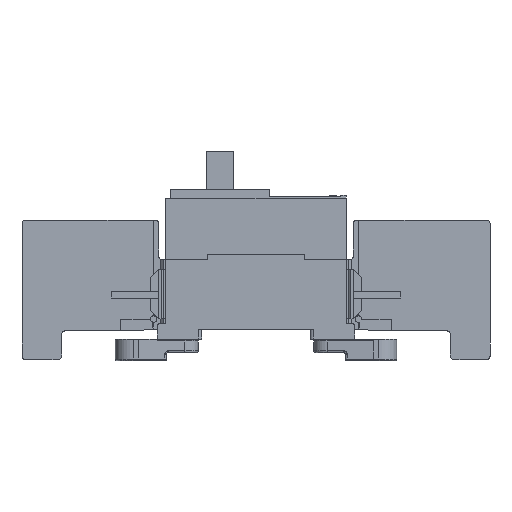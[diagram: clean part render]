
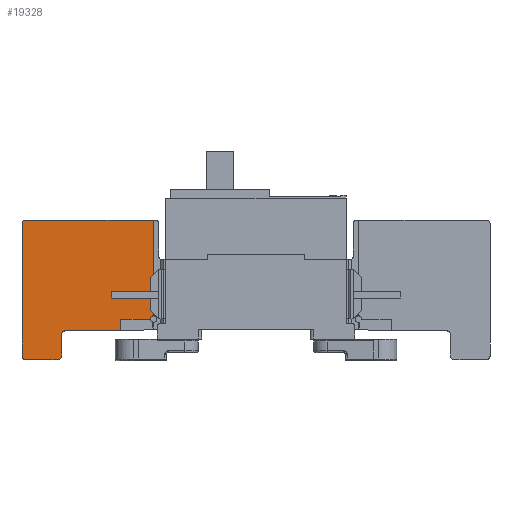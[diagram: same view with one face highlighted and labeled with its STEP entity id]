
A CAD part, left-side view. The second image highlights one B-rep face of the part: STEP entity #19328.
In plain terms, the highlighted planar face has unit normal (-1, 0, 0).
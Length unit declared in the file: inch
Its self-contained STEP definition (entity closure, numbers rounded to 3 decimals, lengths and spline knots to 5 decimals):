
#8 = LINE ( 'NONE', #12081, #24439 ) ;
#31 = VECTOR ( 'NONE', #23643, 39.37008 ) ;
#775 = AXIS2_PLACEMENT_3D ( 'NONE', #26061, #19095, #4978 ) ;
#807 = DIRECTION ( 'NONE',  ( 0., 0., -1. ) ) ;
#1361 = CARTESIAN_POINT ( 'NONE',  ( 2.2126, 2.44882, 0. ) ) ;
#1549 = ORIENTED_EDGE ( 'NONE', *, *, #19745, .F. ) ;
#1782 = DIRECTION ( 'NONE',  ( -1., 0., 0. ) ) ;
#2523 = PLANE ( 'NONE',  #775 ) ;
#3294 = EDGE_CURVE ( 'NONE', #17365, #27751, #3481, .T. ) ;
#3481 = LINE ( 'NONE', #11316, #27804 ) ;
#3825 = DIRECTION ( 'NONE',  ( 1., 0., 0. ) ) ;
#4064 = LINE ( 'NONE', #27685, #28341 ) ;
#4103 = CARTESIAN_POINT ( 'NONE',  ( 2.2126, 2.37008, 0.02559 ) ) ;
#4185 = DIRECTION ( 'NONE',  ( 0., -1., 0. ) ) ;
#4448 = AXIS2_PLACEMENT_3D ( 'NONE', #8710, #25066, #11074 ) ;
#4498 = ORIENTED_EDGE ( 'NONE', *, *, #18777, .F. ) ;
#4890 = DIRECTION ( 'NONE',  ( 0., 1., 0. ) ) ;
#4978 = DIRECTION ( 'NONE',  ( 0., 0., -1. ) ) ;
#5135 = VERTEX_POINT ( 'NONE', #14268 ) ;
#5576 = EDGE_CURVE ( 'NONE', #24311, #23564, #8, .T. ) ;
#5875 = LINE ( 'NONE', #24986, #23858 ) ;
#6570 = EDGE_CURVE ( 'NONE', #30057, #27751, #4064, .T. ) ;
#6601 = CARTESIAN_POINT ( 'NONE',  ( 2.2126, -0.35477, 0.90354 ) ) ;
#6852 = CIRCLE ( 'NONE', #4448, 0.07874 ) ;
#7230 = ORIENTED_EDGE ( 'NONE', *, *, #13491, .F. ) ;
#7340 = CARTESIAN_POINT ( 'NONE',  ( 2.2126, 1.50394, 0.57677 ) ) ;
#8167 = CARTESIAN_POINT ( 'NONE',  ( 2.2126, 1.66142, 0.10433 ) ) ;
#8202 = EDGE_CURVE ( 'NONE', #8905, #17140, #5875, .T. ) ;
#8341 = ORIENTED_EDGE ( 'NONE', *, *, #6570, .T. ) ;
#8502 = ORIENTED_EDGE ( 'NONE', *, *, #29714, .F. ) ;
#8612 = VERTEX_POINT ( 'NONE', #19311 ) ;
#8710 = CARTESIAN_POINT ( 'NONE',  ( 2.2126, 2.37008, 0.10433 ) ) ;
#8800 = EDGE_LOOP ( 'NONE', ( #8502, #9969, #7230, #1549, #19575, #16295, #29693, #25484, #22785, #8341, #22775, #4498, #23098 ) ) ;
#8905 = VERTEX_POINT ( 'NONE', #6601 ) ;
#9578 = AXIS2_PLACEMENT_3D ( 'NONE', #7340, #23692, #9732 ) ;
#9732 = DIRECTION ( 'NONE',  ( 0., 0., -1. ) ) ;
#9969 = ORIENTED_EDGE ( 'NONE', *, *, #5576, .F. ) ;
#10071 = VERTEX_POINT ( 'NONE', #12270 ) ;
#10514 = DIRECTION ( 'NONE',  ( 0., 0., 1. ) ) ;
#10582 = VECTOR ( 'NONE', #807, 39.37008 ) ;
#10983 = DIRECTION ( 'NONE',  ( 0., 1., 0. ) ) ;
#11047 = EDGE_CURVE ( 'NONE', #30057, #8905, #18627, .T. ) ;
#11074 = DIRECTION ( 'NONE',  ( 0., 0., 1. ) ) ;
#11316 = CARTESIAN_POINT ( 'NONE',  ( 2.2126, 2.44882, 3.07283 ) ) ;
#11340 = EDGE_CURVE ( 'NONE', #17140, #17893, #17516, .T. ) ;
#11911 = AXIS2_PLACEMENT_3D ( 'NONE', #8167, #24506, #10514 ) ;
#12035 = LINE ( 'NONE', #22294, #23709 ) ;
#12081 = CARTESIAN_POINT ( 'NONE',  ( 2.2126, 0., 0.02559 ) ) ;
#12270 = CARTESIAN_POINT ( 'NONE',  ( 2.2126, 1.58268, 0.57677 ) ) ;
#12894 = EDGE_CURVE ( 'NONE', #17893, #27408, #12035, .T. ) ;
#12927 = LINE ( 'NONE', #1361, #16925 ) ;
#13490 = CARTESIAN_POINT ( 'NONE',  ( 2.2126, 2.37008, 3.07283 ) ) ;
#13491 = EDGE_CURVE ( 'NONE', #8612, #24311, #15296, .T. ) ;
#14268 = CARTESIAN_POINT ( 'NONE',  ( 2.2126, 2.44882, 2.99409 ) ) ;
#14472 = EDGE_CURVE ( 'NONE', #10071, #27408, #14512, .T. ) ;
#14512 = CIRCLE ( 'NONE', #9578, 0.07874 ) ;
#14993 = AXIS2_PLACEMENT_3D ( 'NONE', #16039, #1782, #18384 ) ;
#15103 = CARTESIAN_POINT ( 'NONE',  ( 2.2126, 0.29528, 0.90354 ) ) ;
#15296 = CIRCLE ( 'NONE', #11911, 0.07874 ) ;
#15356 = FACE_OUTER_BOUND ( 'NONE', #8800, .T. ) ;
#15876 = CARTESIAN_POINT ( 'NONE',  ( 2.2126, -0.41457, 3.07283 ) ) ;
#16039 = CARTESIAN_POINT ( 'NONE',  ( 2.2126, -0.4252, 0.91142 ) ) ;
#16295 = ORIENTED_EDGE ( 'NONE', *, *, #12894, .F. ) ;
#16443 = CARTESIAN_POINT ( 'NONE',  ( 2.2126, 1.66142, 0.02559 ) ) ;
#16925 = VECTOR ( 'NONE', #17853, 39.37008 ) ;
#17140 = VERTEX_POINT ( 'NONE', #24337 ) ;
#17365 = VERTEX_POINT ( 'NONE', #13490 ) ;
#17516 = LINE ( 'NONE', #15103, #10582 ) ;
#17853 = DIRECTION ( 'NONE',  ( 0., 0., 1. ) ) ;
#17893 = VERTEX_POINT ( 'NONE', #22474 ) ;
#18002 = CARTESIAN_POINT ( 'NONE',  ( 2.2126, 2.37008, 2.99409 ) ) ;
#18384 = DIRECTION ( 'NONE',  ( 0., 0., 1. ) ) ;
#18627 = CIRCLE ( 'NONE', #14993, 0.07087 ) ;
#18777 = EDGE_CURVE ( 'NONE', #5135, #17365, #23074, .T. ) ;
#19095 = DIRECTION ( 'NONE',  ( 1., 0., 0. ) ) ;
#19311 = CARTESIAN_POINT ( 'NONE',  ( 2.2126, 1.58268, 0.10433 ) ) ;
#19328 = ADVANCED_FACE ( 'NONE', ( #15356 ), #2523, .F. ) ;
#19575 = ORIENTED_EDGE ( 'NONE', *, *, #14472, .T. ) ;
#19745 = EDGE_CURVE ( 'NONE', #10071, #8612, #23706, .T. ) ;
#20345 = DIRECTION ( 'NONE',  ( 0., 0., 1. ) ) ;
#20692 = CARTESIAN_POINT ( 'NONE',  ( 2.2126, 1.50394, 0.65551 ) ) ;
#21296 = CARTESIAN_POINT ( 'NONE',  ( 2.2126, 1.58268, 0. ) ) ;
#22294 = CARTESIAN_POINT ( 'NONE',  ( 2.2126, -0.18307, 0.65551 ) ) ;
#22474 = CARTESIAN_POINT ( 'NONE',  ( 2.2126, 0.29528, 0.65551 ) ) ;
#22775 = ORIENTED_EDGE ( 'NONE', *, *, #3294, .F. ) ;
#22785 = ORIENTED_EDGE ( 'NONE', *, *, #11047, .F. ) ;
#23074 = CIRCLE ( 'NONE', #23330, 0.07874 ) ;
#23098 = ORIENTED_EDGE ( 'NONE', *, *, #23462, .F. ) ;
#23099 = DIRECTION ( 'NONE',  ( 0., 0., 1. ) ) ;
#23330 = AXIS2_PLACEMENT_3D ( 'NONE', #18002, #3825, #20345 ) ;
#23462 = EDGE_CURVE ( 'NONE', #30479, #5135, #12927, .T. ) ;
#23564 = VERTEX_POINT ( 'NONE', #4103 ) ;
#23643 = DIRECTION ( 'NONE',  ( 0., 0., -1. ) ) ;
#23692 = DIRECTION ( 'NONE',  ( 1., 0., 0. ) ) ;
#23706 = LINE ( 'NONE', #21296, #31 ) ;
#23709 = VECTOR ( 'NONE', #29311, 39.37008 ) ;
#23858 = VECTOR ( 'NONE', #10983, 39.37008 ) ;
#24311 = VERTEX_POINT ( 'NONE', #16443 ) ;
#24337 = CARTESIAN_POINT ( 'NONE',  ( 2.2126, 0.29528, 0.90354 ) ) ;
#24439 = VECTOR ( 'NONE', #4890, 39.37008 ) ;
#24506 = DIRECTION ( 'NONE',  ( 1., 0., 0. ) ) ;
#24986 = CARTESIAN_POINT ( 'NONE',  ( 2.2126, -0.35477, 0.90354 ) ) ;
#25066 = DIRECTION ( 'NONE',  ( 1., 0., 0. ) ) ;
#25484 = ORIENTED_EDGE ( 'NONE', *, *, #8202, .F. ) ;
#26061 = CARTESIAN_POINT ( 'NONE',  ( 2.2126, 0., 0. ) ) ;
#27408 = VERTEX_POINT ( 'NONE', #20692 ) ;
#27685 = CARTESIAN_POINT ( 'NONE',  ( 2.2126, -0.41457, 3.07283 ) ) ;
#27751 = VERTEX_POINT ( 'NONE', #15876 ) ;
#27804 = VECTOR ( 'NONE', #4185, 39.37008 ) ;
#28341 = VECTOR ( 'NONE', #23099, 39.37008 ) ;
#28763 = CARTESIAN_POINT ( 'NONE',  ( 2.2126, 2.44882, 0.10433 ) ) ;
#29007 = CARTESIAN_POINT ( 'NONE',  ( 2.2126, -0.41457, 0.98148 ) ) ;
#29311 = DIRECTION ( 'NONE',  ( 0., 1., 0. ) ) ;
#29693 = ORIENTED_EDGE ( 'NONE', *, *, #11340, .F. ) ;
#29714 = EDGE_CURVE ( 'NONE', #23564, #30479, #6852, .T. ) ;
#30057 = VERTEX_POINT ( 'NONE', #29007 ) ;
#30479 = VERTEX_POINT ( 'NONE', #28763 ) ;
